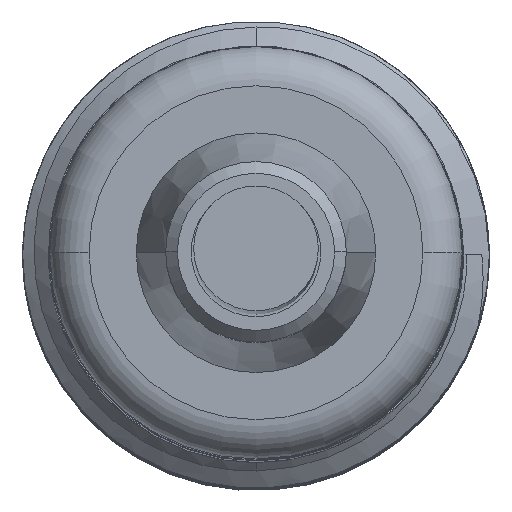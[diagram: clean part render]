
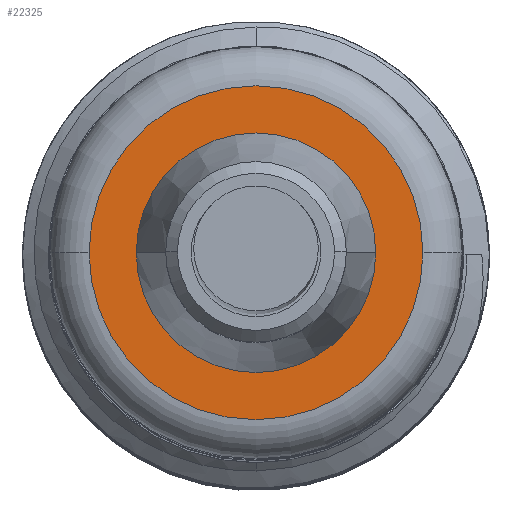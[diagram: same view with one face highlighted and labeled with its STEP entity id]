
A CAD part, top view. The second image highlights one B-rep face of the part: STEP entity #22325.
In plain terms, the highlighted planar face has unit normal (0, 0, 1).
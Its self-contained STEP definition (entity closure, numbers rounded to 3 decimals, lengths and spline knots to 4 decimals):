
#7638=CARTESIAN_POINT('',(0.,0.,67.5));
#7639=DIRECTION('',(0.,0.,1.));
#7640=DIRECTION('',(-1.,0.,0.));
#7641=AXIS2_PLACEMENT_3D('',#7638,#7639,#7640);
#7643=CARTESIAN_POINT('',(0.,0.,67.5));
#7644=DIRECTION('',(0.,0.,1.));
#7645=DIRECTION('',(1.,0.,0.));
#7646=AXIS2_PLACEMENT_3D('',#7643,#7644,#7645);
#7648=CARTESIAN_POINT('',(0.,0.,67.5));
#7649=DIRECTION('',(0.,0.,1.));
#7650=DIRECTION('',(1.,0.,0.));
#7651=AXIS2_PLACEMENT_3D('',#7648,#7649,#7650);
#7653=CARTESIAN_POINT('',(0.,0.,67.5));
#7654=DIRECTION('',(0.,0.,1.));
#7655=DIRECTION('',(-1.,0.,0.));
#7656=AXIS2_PLACEMENT_3D('',#7653,#7654,#7655);
#16674=CARTESIAN_POINT('',(-4.25,0.,67.5));
#16675=CARTESIAN_POINT('',(4.25,0.,67.5));
#16676=VERTEX_POINT('',#16674);
#16677=VERTEX_POINT('',#16675);
#16706=CARTESIAN_POINT('',(3.05,0.,67.5));
#16707=CARTESIAN_POINT('',(-3.05,0.,67.5));
#16708=VERTEX_POINT('',#16706);
#16709=VERTEX_POINT('',#16707);
#22309=CARTESIAN_POINT('',(0.,0.,67.5));
#22310=DIRECTION('',(0.,0.,-1.));
#22311=DIRECTION('',(1.,0.,0.));
#22312=AXIS2_PLACEMENT_3D('',#22309,#22310,#22311);
#22313=PLANE('',#22312);
#22315=ORIENTED_EDGE('',*,*,#22314,.F.);
#22316=ORIENTED_EDGE('',*,*,#22299,.F.);
#22317=EDGE_LOOP('',(#22315,#22316));
#22318=FACE_OUTER_BOUND('',#22317,.F.);
#22320=ORIENTED_EDGE('',*,*,#22319,.T.);
#22322=ORIENTED_EDGE('',*,*,#22321,.T.);
#22323=EDGE_LOOP('',(#22320,#22322));
#22324=FACE_BOUND('',#22323,.F.);
#22325=ADVANCED_FACE('',(#22318,#22324),#22313,.F.);
#7642=CIRCLE('',#7641,4.25);
#7647=CIRCLE('',#7646,4.25);
#7652=CIRCLE('',#7651,3.05);
#7657=CIRCLE('',#7656,3.05);
#22299=EDGE_CURVE('',#16677,#16676,#7647,.T.);
#22314=EDGE_CURVE('',#16676,#16677,#7642,.T.);
#22319=EDGE_CURVE('',#16708,#16709,#7652,.T.);
#22321=EDGE_CURVE('',#16709,#16708,#7657,.T.);
